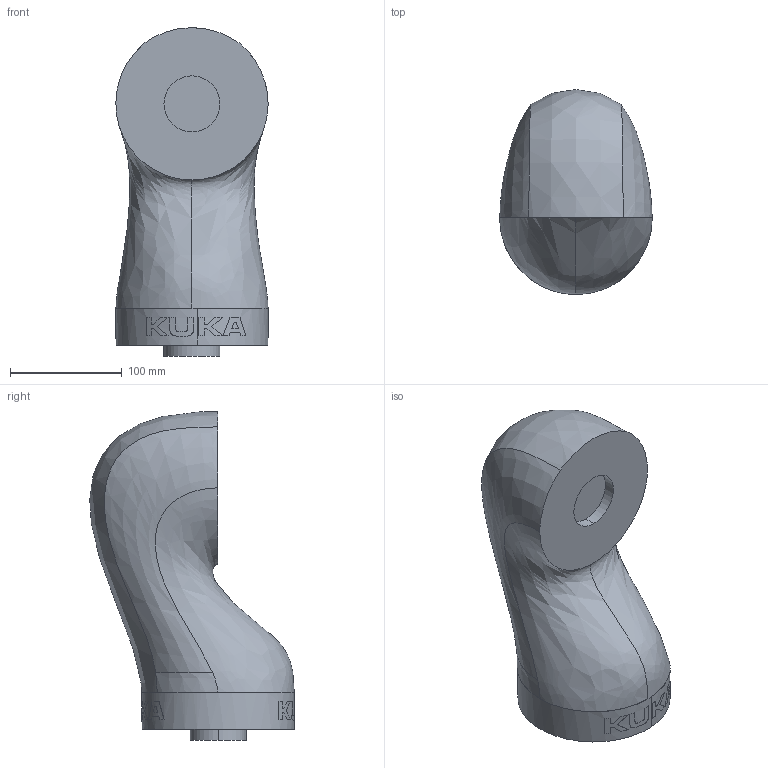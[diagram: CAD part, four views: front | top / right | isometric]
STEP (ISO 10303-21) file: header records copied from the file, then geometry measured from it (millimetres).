
FILE_DESCRIPTION (( 'STEP AP203' ), '1' );
FILE_NAME ('Link3_Default_sldprt.STEP', '2019-02-02T22:34:52', ( 'Jean Gonzalez' ), ( '' ), 'SwSTEP 2.0', 'SolidWorks 2017', '' );
FILE_SCHEMA (( 'CONFIG_CONTROL_DESIGN' ));
Length unit declared in the file: millimetre
Products named in the file (1): Link3_Default_sldprt
Bounding box: 136 x 182.58 x 293.49 mm (x, y, z)
Volume: 3178028.9 mm3; surface area: 136417.9 mm2
Topology: 1 solids, 1 shells, 130 faces, 344 edges, 228 vertices
Faces by surface type: plane 71, bspline 43, cylinder 16
Entity records: 9023 total; most frequent: CARTESIAN_POINT 5917, ORIENTED_EDGE 688, DIRECTION 536, EDGE_CURVE 344, VERTEX_POINT 228, AXIS2_PLACEMENT_3D 195, VECTOR 146, LINE 146
